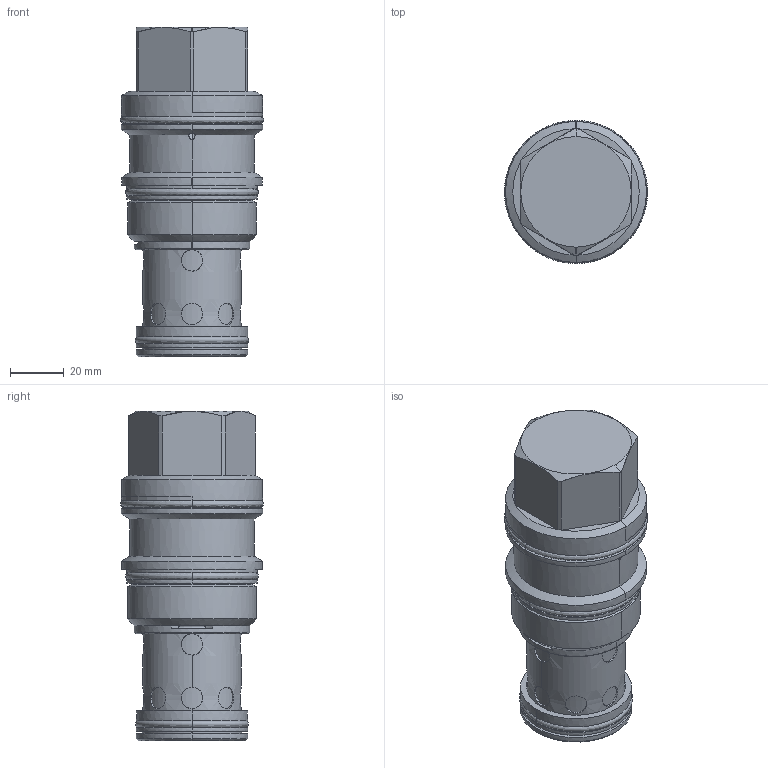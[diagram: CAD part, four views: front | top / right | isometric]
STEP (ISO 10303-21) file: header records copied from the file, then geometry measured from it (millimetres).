
FILE_DESCRIPTION((''),'2;1');
FILE_NAME('LOJCXDN','2017-06-27T',('SVC_Sigmax'),(''),'PRO/ENGINEER BY PARAMETRIC TECHNOLOGY CORPORATION, 2016010','PRO/ENGINEER BY PARAMETRIC TECHNOLOGY CORPORATION, 2016010','');
FILE_SCHEMA(('CONFIG_CONTROL_DESIGN'));
Length unit declared in the file: inch
Products named in the file (1): LOJCXDN
Bounding box: 53.06 x 53.06 x 122.2 mm (x, y, z)
Surface area: 36894.9 mm2 (no closed solid volume)
Topology: 0 solids, 0 shells, 189 faces, 872 edges, 858 vertices
Faces by surface type: bspline 165, torus 24
Entity records: 30183 total; most frequent: CARTESIAN_POINT 22718, DIRECTION 1162, TRIMMED_CURVE 922, DEFINITIONAL_REPRESENTATION 844, PCURVE 844, COMPOSITE_CURVE_SEGMENT 844, VECTOR 730, LINE 730
